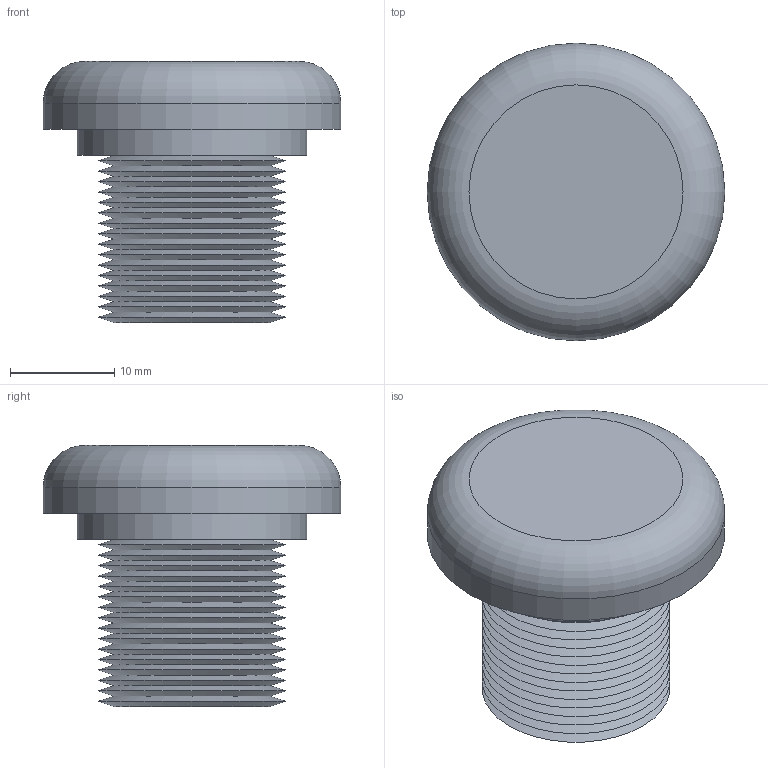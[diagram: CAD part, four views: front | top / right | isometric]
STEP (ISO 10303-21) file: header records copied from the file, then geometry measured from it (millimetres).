
FILE_DESCRIPTION(('FreeCAD Model'),'2;1');
FILE_NAME('Open CASCADE Shape Model','2022-04-26T14:43:42',( 'Thomas Reinhold'),('Eickmann Elektronik GmbH'), 'Open CASCADE STEP processor 7.4','FreeCAD','Unknown');
FILE_SCHEMA(('AUTOMOTIVE_DESIGN { 1 0 10303 214 1 1 1 1 }'));
Length unit declared in the file: millimetre
Products named in the file (3): _2_Mutter; Gewinde_lang; Mutter
Assembly tree (2 placements, depth 2):
  _2_Mutter
    Gewinde_lang
    Mutter
Bounding box: 28.5 x 28.5 x 25 mm (x, y, z)
Volume: 8226 mm3; surface area: 4890.2 mm2
Topology: 2 solids, 2 shells, 40 faces, 73 edges, 38 vertices
Faces by surface type: cone 32, plane 5, cylinder 2, torus 1
Full cylindrical faces by diameter (mm): 22 x1, 28.5 x1
Entity records: 1963 total; most frequent: DIRECTION 332, CARTESIAN_POINT 312, LINE 162, VECTOR 162, ORIENTED_EDGE 146, PCURVE 146, DEFINITIONAL_REPRESENTATION 146, AXIS2_PLACEMENT_3D 82
